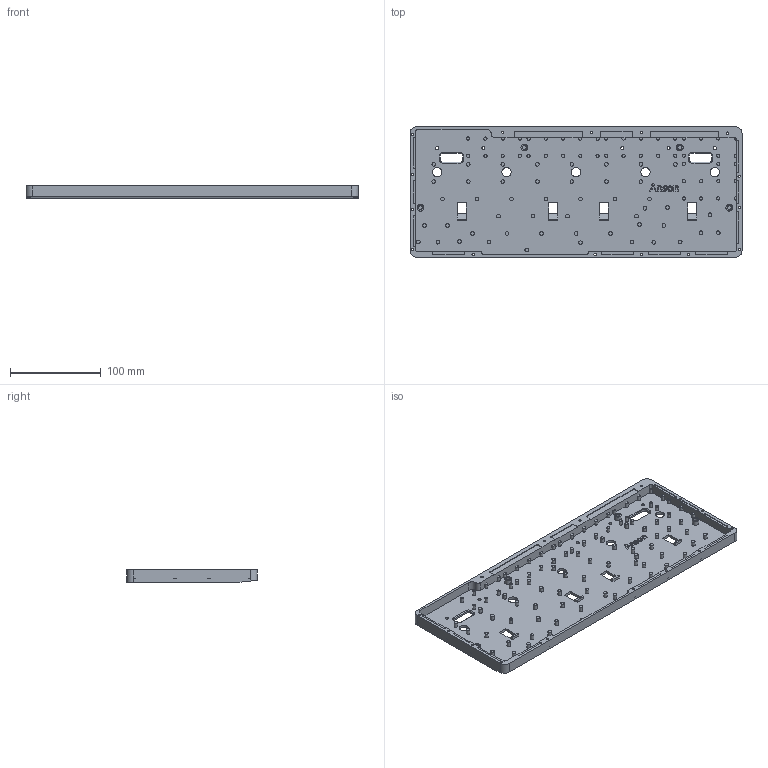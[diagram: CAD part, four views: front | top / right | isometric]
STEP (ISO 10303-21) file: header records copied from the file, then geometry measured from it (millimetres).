
FILE_DESCRIPTION(/* description */ ('','CAx-IF Rec.Pracs.---Representation and Presentation of Product Manufacturing Information (PMI)---4.0---2014-10-13'),/* implementation_level */ '2;1');
FILE_NAME(/* name */ 'Lower Case.step',/* time_stamp */ '2025-03-14T20:43:05+08:00',/* author */ (''),/* organization */ (''),/* preprocessor_version */ 'ST-DEVELOPER v20',/* originating_system */ 'Autodesk Translation Framework v13.20.0.188',/* authorisation */ '');
FILE_SCHEMA (('AP242_MANAGED_MODEL_BASED_3D_ENGINEERING_MIM_LF { 1 0 10303 442 1 1 4 }'));
Length unit declared in the file: millimetre
Products named in the file (1): Lower Case
Bounding box: 366.45 x 143.85 x 13.57 mm (x, y, z)
Volume: 222369.2 mm3; surface area: 135098.1 mm2
Topology: 1 solids, 1 shells, 538 faces, 1258 edges, 828 vertices
Faces by surface type: plane 276, cylinder 191, bspline 63, cone 8
Full cylindrical faces by diameter (mm): 2.5 x15, 3.4 x5, 3.5 x26, 4 x49, 4.5 x19, 7.5 x4, 10.3 x5
Entity records: 16164 total; most frequent: CARTESIAN_POINT 3696, ORIENTED_EDGE 2516, DIRECTION 2475, EDGE_CURVE 1258, AXIS2_PLACEMENT_3D 867, VERTEX_POINT 828, LINE 741, VECTOR 741
